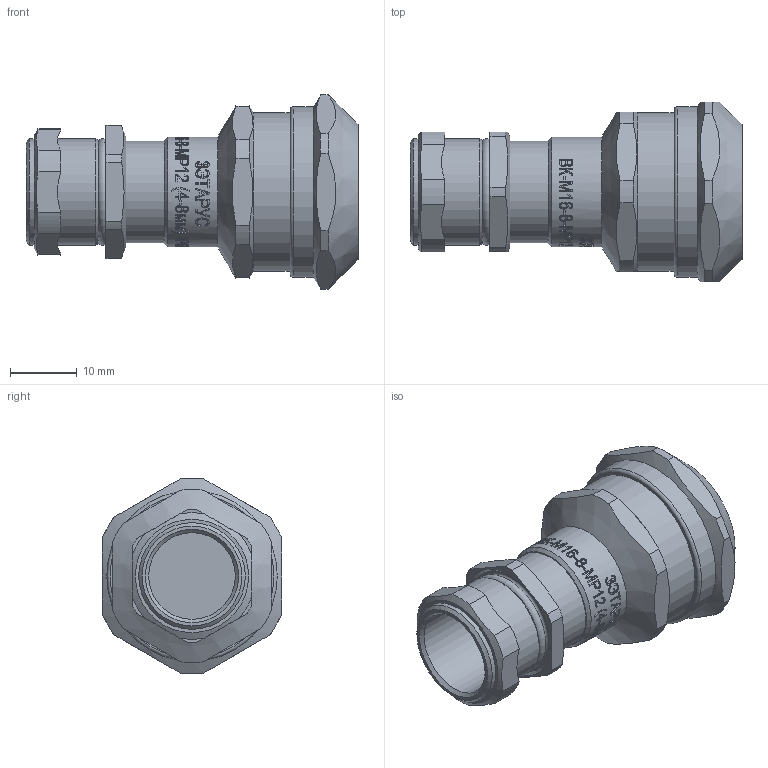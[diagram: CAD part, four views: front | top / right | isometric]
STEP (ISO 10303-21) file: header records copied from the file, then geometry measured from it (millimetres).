
FILE_DESCRIPTION(/* description */ (''),/* implementation_level */ '2;1');
FILE_NAME(/* name */ 'Модель ВК-М16-8-МР12.stp',/* time_stamp */ '2020-07-15T15:27:47+07:00',/* author */ ('Борисов Е'),/* organization */ (''),/* preprocessor_version */ 'ST-DEVELOPER v17',/* originating_system */ 'Autodesk Inventor 2019',/* authorisation */ '');
FILE_SCHEMA (('AUTOMOTIVE_DESIGN { 1 0 10303 214 3 1 1 }'));
Length unit declared in the file: millimetre
Products named in the file (1): Модель ВК-М1
6-8-МР12
Bounding box: 49.86 x 27 x 29.18 mm (x, y, z)
Volume: 12220.4 mm3; surface area: 6312 mm2
Topology: 1 solids, 1 shells, 568 faces, 1523 edges, 1022 vertices
Faces by surface type: bspline 265, plane 199, cylinder 86, cone 14, torus 4
Full cylindrical faces by diameter (mm): 11.44 x1, 12 x1, 13 x1, 15.2 x1, 16 x2, 16.5 x1, 17.5 x1, 18 x1, 23.8 x1, 25.6 x1
Entity records: 24623 total; most frequent: CARTESIAN_POINT 11461, ORIENTED_EDGE 3050, DIRECTION 1825, EDGE_CURVE 1525, VERTEX_POINT 1024, EDGE_LOOP 633, LINE 627, VECTOR 627
